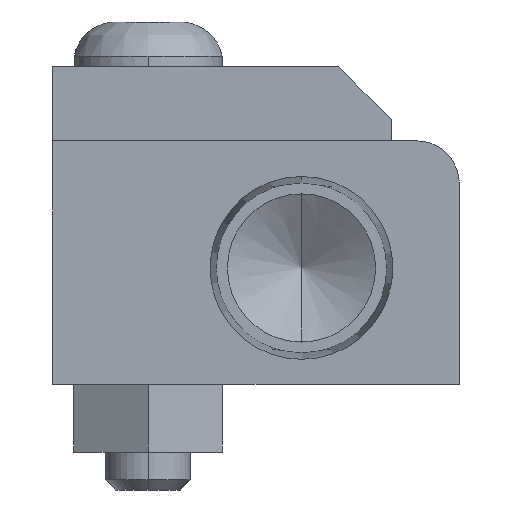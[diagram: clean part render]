
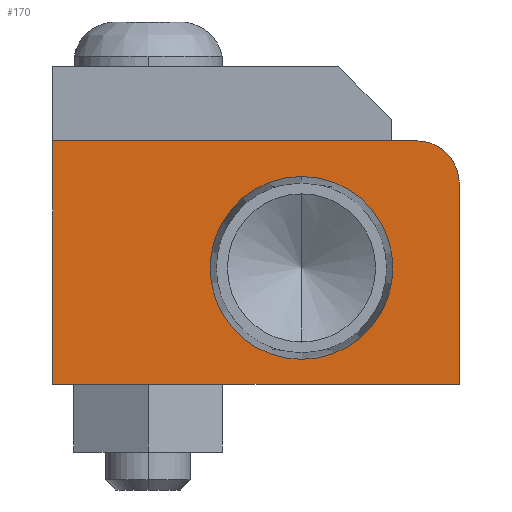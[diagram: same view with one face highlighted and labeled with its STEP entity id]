
A CAD part, left-side view. The second image highlights one B-rep face of the part: STEP entity #170.
In plain terms, the highlighted planar face has unit normal (-1, 0, 0).
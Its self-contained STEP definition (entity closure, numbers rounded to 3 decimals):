
#170=ADVANCED_FACE('',(#349,#350),#351,.F.);
#349=FACE_OUTER_BOUND('',#748,.T.);
#350=FACE_BOUND('',#749,.T.);
#351=PLANE('',#750);
#748=EDGE_LOOP('',(#1518,#1519,#1520,#1521,#1522,#1523));
#749=EDGE_LOOP('',(#1524,#1525));
#750=AXIS2_PLACEMENT_3D('',#1526,#1527,#1528);
#1518=ORIENTED_EDGE('',*,*,#2247,.F.);
#1519=ORIENTED_EDGE('',*,*,#2195,.F.);
#1520=ORIENTED_EDGE('',*,*,#2236,.F.);
#1521=ORIENTED_EDGE('',*,*,#2239,.F.);
#1522=ORIENTED_EDGE('',*,*,#2242,.F.);
#1523=ORIENTED_EDGE('',*,*,#2245,.F.);
#1524=ORIENTED_EDGE('',*,*,#2222,.T.);
#1525=ORIENTED_EDGE('',*,*,#2218,.T.);
#1526=CARTESIAN_POINT('',(-997.598,-197.587,0.449));
#1527=DIRECTION('',(1.0,0.0,0.0));
#1528=DIRECTION('',(0.0,1.0,0.0));
#2195=EDGE_CURVE('',#2514,#2517,#2518,.T.);
#2218=EDGE_CURVE('',#2561,#2558,#2562,.T.);
#2222=EDGE_CURVE('',#2558,#2561,#2567,.T.);
#2236=EDGE_CURVE('',#2581,#2514,#2583,.T.);
#2239=EDGE_CURVE('',#2586,#2581,#2588,.T.);
#2242=EDGE_CURVE('',#2591,#2586,#2593,.T.);
#2245=EDGE_CURVE('',#2596,#2591,#2598,.T.);
#2247=EDGE_CURVE('',#2517,#2596,#2600,.T.);
#2514=VERTEX_POINT('',#3021);
#2517=VERTEX_POINT('',#3025);
#2518=CIRCLE('',#3026,3.175);
#2558=VERTEX_POINT('',#3077);
#2561=VERTEX_POINT('',#3081);
#2562=CIRCLE('',#3082,6.858);
#2567=CIRCLE('',#3088,6.858);
#2581=VERTEX_POINT('',#3102);
#2583=CIRCLE('',#3105,3.175);
#2586=VERTEX_POINT('',#3109);
#2588=LINE('',#3112,#3113);
#2591=VERTEX_POINT('',#3117);
#2593=LINE('',#3120,#3121);
#2596=VERTEX_POINT('',#3125);
#2598=LINE('',#3128,#3129);
#2600=LINE('',#3132,#3133);
#3021=CARTESIAN_POINT('',(-997.598,-212.123,8.789));
#3025=CARTESIAN_POINT('',(-997.598,-213.053,6.544));
#3026=AXIS2_PLACEMENT_3D('',#3726,#3727,#3728);
#3077=CARTESIAN_POINT('',(-997.598,-201.226,7.046));
#3081=CARTESIAN_POINT('',(-997.598,-201.226,-6.67));
#3082=AXIS2_PLACEMENT_3D('',#3771,#3772,#3773);
#3088=AXIS2_PLACEMENT_3D('',#3781,#3782,#3783);
#3102=CARTESIAN_POINT('',(-997.598,-209.878,9.719));
#3105=AXIS2_PLACEMENT_3D('',#3821,#3822,#3823);
#3109=CARTESIAN_POINT('',(-997.598,-182.573,9.719));
#3112=CARTESIAN_POINT('',(-997.598,-182.573,9.719));
#3113=VECTOR('',#3826,27.305);
#3117=CARTESIAN_POINT('',(-997.598,-182.573,-8.543));
#3120=CARTESIAN_POINT('',(-997.598,-182.573,-8.543));
#3121=VECTOR('',#3829,18.263);
#3125=CARTESIAN_POINT('',(-997.598,-213.053,-8.543));
#3128=CARTESIAN_POINT('',(-997.598,-213.053,-8.543));
#3129=VECTOR('',#3832,30.48);
#3132=CARTESIAN_POINT('',(-997.598,-213.053,6.544));
#3133=VECTOR('',#3834,15.088);
#3726=CARTESIAN_POINT('',(-997.598,-209.878,6.544));
#3727=DIRECTION('',(1.0,0.,0.));
#3728=DIRECTION('',(0.,-0.707,0.707));
#3771=CARTESIAN_POINT('',(-997.598,-201.226,0.188));
#3772=DIRECTION('',(1.0,0.0,-0.0));
#3773=DIRECTION('',(0.0,0.0,1.0));
#3781=CARTESIAN_POINT('',(-997.598,-201.226,0.188));
#3782=DIRECTION('',(1.0,0.0,-0.0));
#3783=DIRECTION('',(0.0,0.0,1.0));
#3821=CARTESIAN_POINT('',(-997.598,-209.878,6.544));
#3822=DIRECTION('',(1.0,0.,0.));
#3823=DIRECTION('',(0.,-0.707,0.707));
#3826=DIRECTION('',(0.0,-1.0,0.0));
#3829=DIRECTION('',(0.0,0.0,1.0));
#3832=DIRECTION('',(0.0,1.0,0.0));
#3834=DIRECTION('',(0.0,0.0,-1.0));
